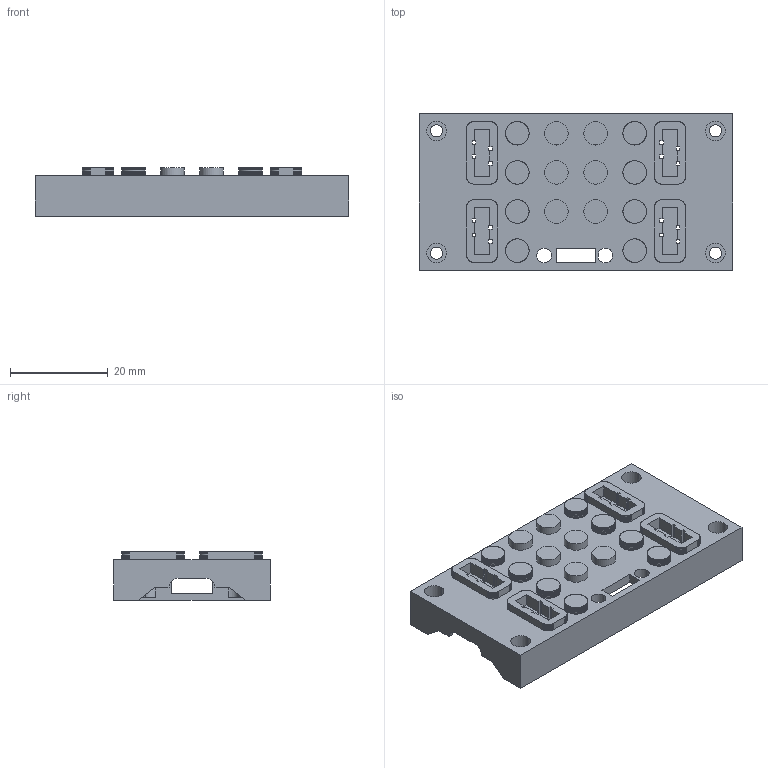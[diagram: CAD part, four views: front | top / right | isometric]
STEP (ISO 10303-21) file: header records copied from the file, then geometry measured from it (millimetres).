
FILE_DESCRIPTION (( 'STEP AP214' ), '1' );
FILE_NAME ('Kryshka_test.STEP', '2022-02-17T01:03:56', ( '' ), ( '' ), 'SwSTEP 2.0', 'SolidWorks 2020', '' );
FILE_SCHEMA (( 'AUTOMOTIVE_DESIGN' ));
Length unit declared in the file: millimetre
Products named in the file (1): Kryshka_test
Bounding box: 64 x 32 x 9.92 mm (x, y, z)
Volume: 6093.6 mm3; surface area: 7806.8 mm2
Topology: 1 solids, 1 shells, 1350 faces, 4014 edges, 2676 vertices
Faces by surface type: plane 1302, cylinder 48
Entity records: 44504 total; most frequent: CARTESIAN_POINT 8041, ORIENTED_EDGE 8028, DIRECTION 6812, EDGE_CURVE 4014, LINE 3918, VECTOR 3918, VERTEX_POINT 2676, AXIS2_PLACEMENT_3D 1447
